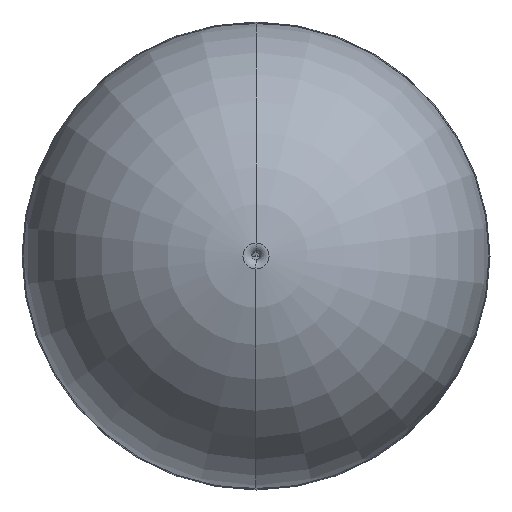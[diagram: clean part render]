
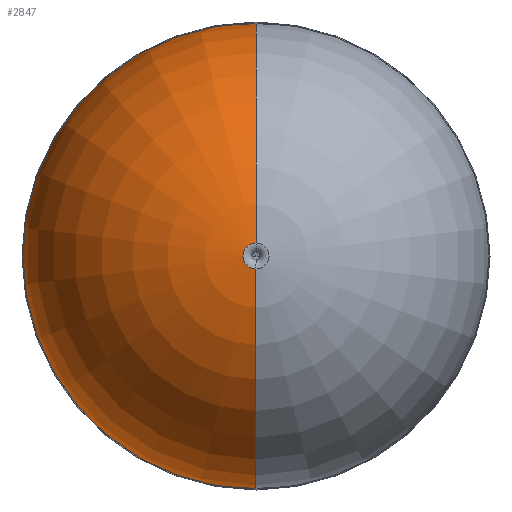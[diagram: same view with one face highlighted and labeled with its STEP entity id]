
A CAD part, left-side view. The second image highlights one B-rep face of the part: STEP entity #2847.
In plain terms, the highlighted toroidal (fillet/blend) face has major radius 0.014 mm and minor radius 7.979 mm.
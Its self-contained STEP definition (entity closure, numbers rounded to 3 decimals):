
#115 = CARTESIAN_POINT ( 'NONE',  ( 8.239, 0., -7.964 ) ) ;
#237 = DIRECTION ( 'NONE',  ( 0., 1., 0. ) ) ;
#308 = CIRCLE ( 'NONE', #1086, 0.446 ) ;
#310 = ORIENTED_EDGE ( 'NONE', *, *, #1667, .T. ) ;
#547 = CARTESIAN_POINT ( 'NONE',  ( 0.317, 0., 0.446 ) ) ;
#579 = DIRECTION ( 'NONE',  ( 0., 0., 1. ) ) ;
#595 = CIRCLE ( 'NONE', #2463, 7.979 ) ;
#616 = DIRECTION ( 'NONE',  ( -1., 0., 0. ) ) ;
#637 = VERTEX_POINT ( 'NONE', #115 ) ;
#738 = ORIENTED_EDGE ( 'NONE', *, *, #2284, .T. ) ;
#823 = TOROIDAL_SURFACE ( 'NONE', #1489, -0.014, 7.979 ) ;
#958 = DIRECTION ( 'NONE',  ( -1., 0., 0. ) ) ;
#1086 = AXIS2_PLACEMENT_3D ( 'NONE', #2352, #616, #579 ) ;
#1175 = DIRECTION ( 'NONE',  ( 0., 0., 1. ) ) ;
#1234 = DIRECTION ( 'NONE',  ( 0., -1., 0. ) ) ;
#1293 = DIRECTION ( 'NONE',  ( -1., 0., 0. ) ) ;
#1349 = CARTESIAN_POINT ( 'NONE',  ( 8.239, 0., 7.964 ) ) ;
#1380 = ORIENTED_EDGE ( 'NONE', *, *, #1474, .F. ) ;
#1441 = VERTEX_POINT ( 'NONE', #547 ) ;
#1474 = EDGE_CURVE ( 'NONE', #2354, #1441, #595, .T. ) ;
#1489 = AXIS2_PLACEMENT_3D ( 'NONE', #2954, #958, #1175 ) ;
#1504 = ORIENTED_EDGE ( 'NONE', *, *, #1688, .F. ) ;
#1667 = EDGE_CURVE ( 'NONE', #2354, #637, #2183, .T. ) ;
#1688 = EDGE_CURVE ( 'NONE', #1441, #1927, #308, .T. ) ;
#1820 = CARTESIAN_POINT ( 'NONE',  ( 8.239, 0., 0. ) ) ;
#1927 = VERTEX_POINT ( 'NONE', #3199 ) ;
#1967 = AXIS2_PLACEMENT_3D ( 'NONE', #3179, #237, #2441 ) ;
#2125 = FACE_OUTER_BOUND ( 'NONE', #2156, .T. ) ;
#2156 = EDGE_LOOP ( 'NONE', ( #310, #738, #1504, #1380 ) ) ;
#2183 = CIRCLE ( 'NONE', #2484, 7.964 ) ;
#2284 = EDGE_CURVE ( 'NONE', #637, #1927, #3104, .T. ) ;
#2286 = DIRECTION ( 'NONE',  ( 0., 0., 1. ) ) ;
#2352 = CARTESIAN_POINT ( 'NONE',  ( 0.317, 0., 0. ) ) ;
#2354 = VERTEX_POINT ( 'NONE', #1349 ) ;
#2441 = DIRECTION ( 'NONE',  ( 0., 0., 1. ) ) ;
#2463 = AXIS2_PLACEMENT_3D ( 'NONE', #2964, #1234, #2725 ) ;
#2484 = AXIS2_PLACEMENT_3D ( 'NONE', #1820, #1293, #2286 ) ;
#2725 = DIRECTION ( 'NONE',  ( 0., 0., -1. ) ) ;
#2847 = ADVANCED_FACE ( 'NONE', ( #2125 ), #823, .T. ) ;
#2954 = CARTESIAN_POINT ( 'NONE',  ( 8.283, 0., 0. ) ) ;
#2964 = CARTESIAN_POINT ( 'NONE',  ( 8.283, 0., -0.014 ) ) ;
#3104 = CIRCLE ( 'NONE', #1967, 7.979 ) ;
#3179 = CARTESIAN_POINT ( 'NONE',  ( 8.283, 0., 0.014 ) ) ;
#3199 = CARTESIAN_POINT ( 'NONE',  ( 0.317, 0., -0.446 ) ) ;
